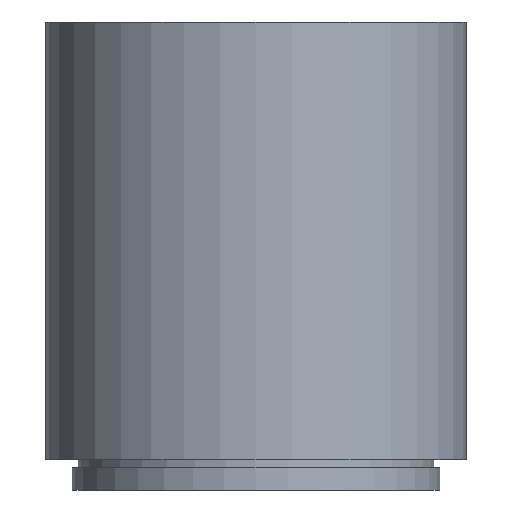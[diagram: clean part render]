
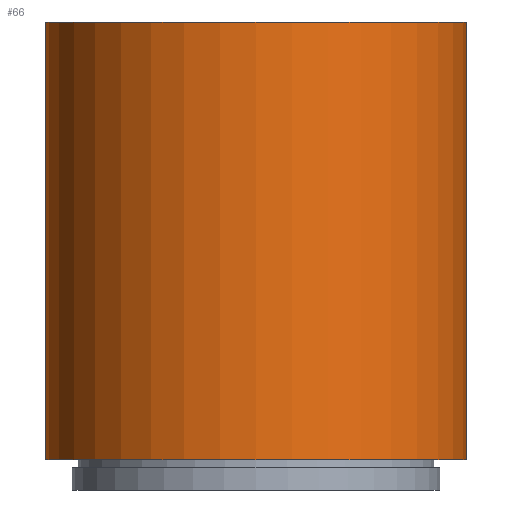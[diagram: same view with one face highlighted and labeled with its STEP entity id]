
A CAD part, left-side view. The second image highlights one B-rep face of the part: STEP entity #66.
In plain terms, the highlighted cylindrical face has radius 24 mm (diameter 48 mm), a partial arc.
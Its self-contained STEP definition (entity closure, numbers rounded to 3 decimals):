
#2 = VERTEX_POINT ( 'NONE', #350 ) ;
#10 = VERTEX_POINT ( 'NONE', #344 ) ;
#47 = VERTEX_POINT ( 'NONE', #406 ) ;
#49 = VERTEX_POINT ( 'NONE', #405 ) ;
#56 = EDGE_CURVE ( 'NONE', #2, #49, #395, .T. ) ;
#57 = EDGE_CURVE ( 'NONE', #10, #47, #391, .T. ) ;
#61 = EDGE_CURVE ( 'NONE', #10, #2, #438, .T. ) ;
#64 = EDGE_CURVE ( 'NONE', #47, #49, #425, .T. ) ;
#65 = ORIENTED_EDGE ( 'NONE', *, *, #61, .T. ) ;
#66 = ADVANCED_FACE ( 'NONE', ( #421 ), #420, .T. ) ;
#76 = ORIENTED_EDGE ( 'NONE', *, *, #57, .F. ) ;
#82 = ORIENTED_EDGE ( 'NONE', *, *, #64, .F. ) ;
#84 = EDGE_LOOP ( 'NONE', ( #76, #65, #85, #82 ) ) ;
#85 = ORIENTED_EDGE ( 'NONE', *, *, #56, .T. ) ;
#344 = CARTESIAN_POINT ( 'NONE',  ( 0., -24., 0. ) ) ;
#350 = CARTESIAN_POINT ( 'NONE',  ( 0., 24., 0. ) ) ;
#388 = DIRECTION ( 'NONE',  ( 0., 0., -1. ) ) ;
#389 = VECTOR ( 'NONE', #388, 1000. ) ;
#390 = CARTESIAN_POINT ( 'NONE',  ( 0., -24., 0. ) ) ;
#391 = LINE ( 'NONE', #390, #389 ) ;
#392 = DIRECTION ( 'NONE',  ( 0., 0., -1. ) ) ;
#393 = VECTOR ( 'NONE', #392, 1000. ) ;
#394 = CARTESIAN_POINT ( 'NONE',  ( 0., 24., 0. ) ) ;
#395 = LINE ( 'NONE', #394, #393 ) ;
#405 = CARTESIAN_POINT ( 'NONE',  ( 0., 24., -50. ) ) ;
#406 = CARTESIAN_POINT ( 'NONE',  ( 0., -24., -50. ) ) ;
#416 = DIRECTION ( 'NONE',  ( 0., 1., 0. ) ) ;
#417 = DIRECTION ( 'NONE',  ( 0., 0., -1. ) ) ;
#418 = AXIS2_PLACEMENT_3D ( 'NONE', #419, #417, #416 ) ;
#419 = CARTESIAN_POINT ( 'NONE',  ( 0., 0., 0. ) ) ;
#420 = CYLINDRICAL_SURFACE ( 'NONE', #418, 24. ) ;
#421 = FACE_OUTER_BOUND ( 'NONE', #84, .T. ) ;
#422 = DIRECTION ( 'NONE',  ( 0., 1., 0. ) ) ;
#423 = DIRECTION ( 'NONE',  ( 0., 0., -1. ) ) ;
#424 = AXIS2_PLACEMENT_3D ( 'NONE', #429, #423, #422 ) ;
#425 = CIRCLE ( 'NONE', #424, 24. ) ;
#429 = CARTESIAN_POINT ( 'NONE',  ( 0., 0., -50. ) ) ;
#434 = DIRECTION ( 'NONE',  ( 0., 1., 0. ) ) ;
#435 = DIRECTION ( 'NONE',  ( 0., 0., -1. ) ) ;
#436 = CARTESIAN_POINT ( 'NONE',  ( 0., 0., 0. ) ) ;
#437 = AXIS2_PLACEMENT_3D ( 'NONE', #436, #435, #434 ) ;
#438 = CIRCLE ( 'NONE', #437, 24. ) ;
